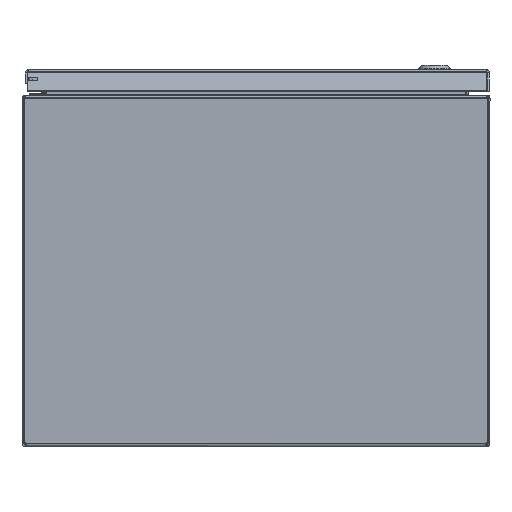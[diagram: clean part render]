
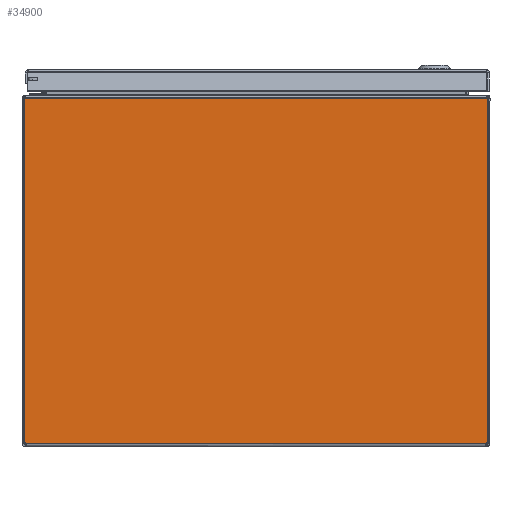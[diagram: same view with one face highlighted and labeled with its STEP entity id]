
A CAD part, front view. The second image highlights one B-rep face of the part: STEP entity #34900.
In plain terms, the highlighted planar face has unit normal (0, -1, 0).
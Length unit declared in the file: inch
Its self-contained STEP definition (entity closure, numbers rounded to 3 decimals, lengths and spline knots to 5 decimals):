
#1165 = AXIS2_PLACEMENT_3D ( 'NONE', #56177, #50135, #67712 ) ;
#1897 = VERTEX_POINT ( 'NONE', #15485 ) ;
#4009 = DIRECTION ( 'NONE',  ( 0., 1., 0. ) ) ;
#4380 = DIRECTION ( 'NONE',  ( 0., 1., 0. ) ) ;
#5665 = DIRECTION ( 'NONE',  ( 0., 0., -1. ) ) ;
#6125 = VECTOR ( 'NONE', #12227, 39.37008 ) ;
#8372 = DIRECTION ( 'NONE',  ( 1., 0., 0. ) ) ;
#12227 = DIRECTION ( 'NONE',  ( 0., 0., 1. ) ) ;
#13679 = EDGE_CURVE ( 'NONE', #50041, #1897, #78103, .T. ) ;
#15485 = CARTESIAN_POINT ( 'NONE',  ( 7.963, -12.39682, 0.13375 ) ) ;
#20356 = LINE ( 'NONE', #46137, #26229 ) ;
#20664 = CARTESIAN_POINT ( 'NONE',  ( -7.963, -12.39682, 11.89475 ) ) ;
#22342 = ORIENTED_EDGE ( 'NONE', *, *, #64847, .F. ) ;
#23331 = LINE ( 'NONE', #27014, #54672 ) ;
#26130 = AXIS2_PLACEMENT_3D ( 'NONE', #53403, #4380, #79412 ) ;
#26229 = VECTOR ( 'NONE', #28071, 39.37008 ) ;
#27014 = CARTESIAN_POINT ( 'NONE',  ( 0., -12.39682, 11.89475 ) ) ;
#27705 = EDGE_CURVE ( 'NONE', #68453, #45422, #52145, .T. ) ;
#28071 = DIRECTION ( 'NONE',  ( -1., 0., 0. ) ) ;
#28103 = ORIENTED_EDGE ( 'NONE', *, *, #27705, .F. ) ;
#28915 = DIRECTION ( 'NONE',  ( 0., 0., -1. ) ) ;
#30242 = AXIS2_PLACEMENT_3D ( 'NONE', #78224, #4009, #28915 ) ;
#31041 = ORIENTED_EDGE ( 'NONE', *, *, #78445, .T. ) ;
#34900 = ADVANCED_FACE ( 'NONE', ( #75408 ), #71476, .F. ) ;
#35768 = ORIENTED_EDGE ( 'NONE', *, *, #54246, .F. ) ;
#38867 = VERTEX_POINT ( 'NONE', #63492 ) ;
#42081 = VERTEX_POINT ( 'NONE', #71942 ) ;
#45422 = VERTEX_POINT ( 'NONE', #20664 ) ;
#46137 = CARTESIAN_POINT ( 'NONE',  ( 0., -12.39682, 0.10525 ) ) ;
#50041 = VERTEX_POINT ( 'NONE', #52330 ) ;
#50135 = DIRECTION ( 'NONE',  ( 0., 1., 0. ) ) ;
#52145 = LINE ( 'NONE', #55758, #6125 ) ;
#52330 = CARTESIAN_POINT ( 'NONE',  ( 7.86203, -12.39682, 0.10525 ) ) ;
#53403 = CARTESIAN_POINT ( 'NONE',  ( 0., -12.39682, -12.24703 ) ) ;
#54246 = EDGE_CURVE ( 'NONE', #45422, #42081, #23331, .T. ) ;
#54672 = VECTOR ( 'NONE', #8372, 39.37008 ) ;
#55758 = CARTESIAN_POINT ( 'NONE',  ( -7.963, -12.39682, 0.10525 ) ) ;
#55764 = CARTESIAN_POINT ( 'NONE',  ( -7.963, -12.39682, 0.13375 ) ) ;
#56177 = CARTESIAN_POINT ( 'NONE',  ( -7.92511, -12.39682, 0.07489 ) ) ;
#57030 = ORIENTED_EDGE ( 'NONE', *, *, #13679, .T. ) ;
#58714 = EDGE_LOOP ( 'NONE', ( #70463, #57030, #22342, #35768, #28103, #31041 ) ) ;
#63492 = CARTESIAN_POINT ( 'NONE',  ( -7.86203, -12.39682, 0.10525 ) ) ;
#64847 = EDGE_CURVE ( 'NONE', #42081, #1897, #80725, .T. ) ;
#67712 = DIRECTION ( 'NONE',  ( 0., 0., -1. ) ) ;
#68453 = VERTEX_POINT ( 'NONE', #55764 ) ;
#70463 = ORIENTED_EDGE ( 'NONE', *, *, #80854, .F. ) ;
#71476 = PLANE ( 'NONE',  #26130 ) ;
#71930 = CIRCLE ( 'NONE', #1165, 0.07 ) ;
#71942 = CARTESIAN_POINT ( 'NONE',  ( 7.963, -12.39682, 11.89475 ) ) ;
#73858 = VECTOR ( 'NONE', #5665, 39.37008 ) ;
#75408 = FACE_OUTER_BOUND ( 'NONE', #58714, .T. ) ;
#78103 = CIRCLE ( 'NONE', #30242, 0.07 ) ;
#78224 = CARTESIAN_POINT ( 'NONE',  ( 7.92511, -12.39682, 0.07489 ) ) ;
#78445 = EDGE_CURVE ( 'NONE', #68453, #38867, #71930, .T. ) ;
#79412 = DIRECTION ( 'NONE',  ( 0., 0., 1. ) ) ;
#80680 = CARTESIAN_POINT ( 'NONE',  ( 7.963, -12.39682, 0.10525 ) ) ;
#80725 = LINE ( 'NONE', #80680, #73858 ) ;
#80854 = EDGE_CURVE ( 'NONE', #50041, #38867, #20356, .T. ) ;
